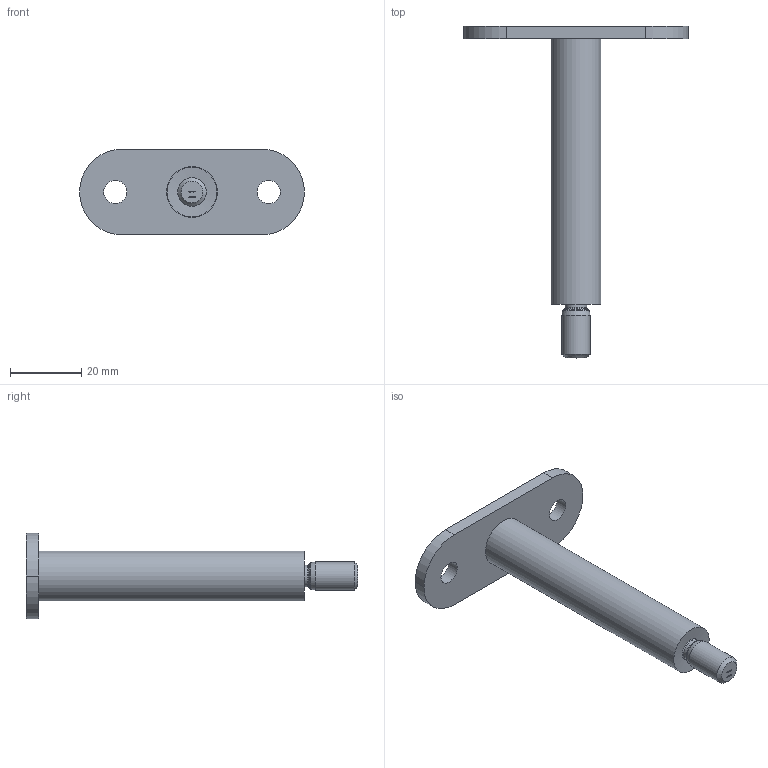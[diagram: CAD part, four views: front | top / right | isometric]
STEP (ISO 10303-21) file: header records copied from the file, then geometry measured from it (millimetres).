
FILE_DESCRIPTION (( 'STEP AP203' ), '1' );
FILE_NAME ('60710-240.step', '2021-11-26T09:49:56', ( '' ), ( '' ), 'SwSTEP 2.0', 'SolidWorks 2018', '' );
FILE_SCHEMA (( 'CONFIG_CONTROL_DESIGN' ));
Length unit declared in the file: millimetre
Products named in the file (8): DIN-7991_-_DIN7991 M6x16; 60710-240; 50236-Konfig; 50236-Konfig_50236-240-75-M6; 60180-240_60180-240; DIN-7991_-_DIN7991 M6x16_DIN7991 M6x12; 60180-240
Assembly tree (5 placements, depth 2):
  60710-240
    50236-Konfig_50236-240-75-M6
    DIN-7991_-_DIN7991 M6x16_DIN7991 M6x12
    60180-240_60180-240
  60710-240
    50236-Konfig
    DIN-7991_-_DIN7991 M6x16
  60180-240
Bounding box: 63 x 93 x 24 mm (x, y, z)
Volume: 16457.7 mm3; surface area: 8072.4 mm2
Topology: 3 solids, 3 shells, 256 faces, 655 edges, 433 vertices
Faces by surface type: plane 138, bspline 90, cylinder 14, cone 10, torus 4
Full cylindrical faces by diameter (mm): 5 x1, 6 x2, 6.5 x2, 8 x1, 12 x1, 12.5 x1, 14 x1, 14.2 x1
Entity records: 13931 total; most frequent: CARTESIAN_POINT 7649, ORIENTED_EDGE 1246, DIRECTION 840, EDGE_CURVE 623, VERTEX_POINT 423, LINE 400, VECTOR 400, EDGE_LOOP 312
